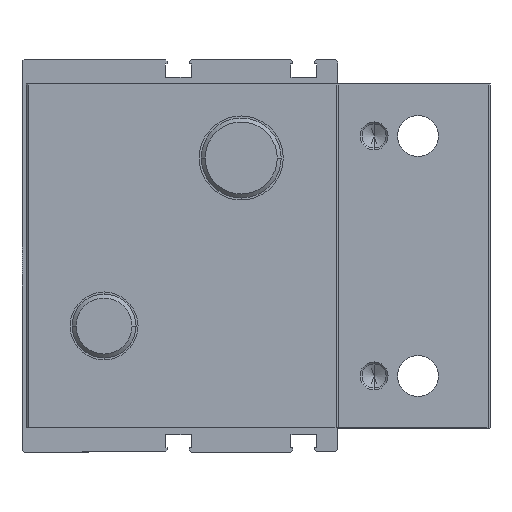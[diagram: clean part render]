
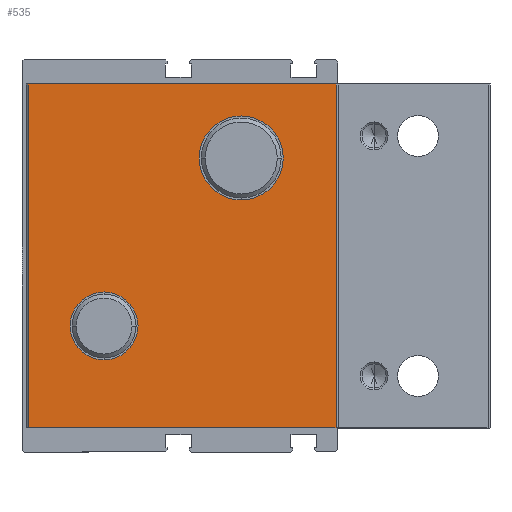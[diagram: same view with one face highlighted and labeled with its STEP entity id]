
A CAD part, left-side view. The second image highlights one B-rep face of the part: STEP entity #535.
In plain terms, the highlighted face is planar.
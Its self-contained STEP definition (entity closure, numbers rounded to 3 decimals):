
#68 = EDGE_CURVE ( 'NONE', #78, #69, #2058, .T. ) ;
#69 = VERTEX_POINT ( 'NONE', #2054 ) ;
#78 = VERTEX_POINT ( 'NONE', #2102 ) ;
#180 = EDGE_CURVE ( 'NONE', #230, #181, #2274, .T. ) ;
#181 = VERTEX_POINT ( 'NONE', #2269 ) ;
#230 = VERTEX_POINT ( 'NONE', #2371 ) ;
#411 = EDGE_CURVE ( 'NONE', #415, #418, #2603, .T. ) ;
#415 = VERTEX_POINT ( 'NONE', #2663 ) ;
#418 = VERTEX_POINT ( 'NONE', #2658 ) ;
#535 = ADVANCED_FACE ( 'NONE', ( #2937, #2932, #2931 ), #2930, .F. ) ;
#536 = EDGE_CURVE ( 'NONE', #181, #230, #2925, .T. ) ;
#537 = ORIENTED_EDGE ( 'NONE', *, *, #180, .F. ) ;
#538 = EDGE_LOOP ( 'NONE', ( #593, #1868 ) ) ;
#539 = EDGE_LOOP ( 'NONE', ( #540, #537 ) ) ;
#540 = ORIENTED_EDGE ( 'NONE', *, *, #536, .F. ) ;
#593 = ORIENTED_EDGE ( 'NONE', *, *, #594, .F. ) ;
#594 = EDGE_CURVE ( 'NONE', #69, #78, #3042, .T. ) ;
#1793 = ORIENTED_EDGE ( 'NONE', *, *, #1797, .F. ) ;
#1795 = ORIENTED_EDGE ( 'NONE', *, *, #1796, .F. ) ;
#1796 = EDGE_CURVE ( 'NONE', #415, #1798, #5312, .T. ) ;
#1797 = EDGE_CURVE ( 'NONE', #1798, #1860, #5308, .T. ) ;
#1798 = VERTEX_POINT ( 'NONE', #5304 ) ;
#1804 = ORIENTED_EDGE ( 'NONE', *, *, #1805, .T. ) ;
#1805 = EDGE_CURVE ( 'NONE', #418, #1860, #5293, .T. ) ;
#1860 = VERTEX_POINT ( 'NONE', #5407 ) ;
#1867 = ORIENTED_EDGE ( 'NONE', *, *, #411, .T. ) ;
#1868 = ORIENTED_EDGE ( 'NONE', *, *, #68, .F. ) ;
#1869 = EDGE_LOOP ( 'NONE', ( #1804, #1793, #1795, #1867 ) ) ;
#2054 = CARTESIAN_POINT ( 'NONE',  ( 28., 96.5, 9. ) ) ;
#2055 = DIRECTION ( 'NONE',  ( 0., 0., -1. ) ) ;
#2056 = DIRECTION ( 'NONE',  ( 1., 0., 0. ) ) ;
#2057 = AXIS2_PLACEMENT_3D ( 'NONE', #2063, #2056, #2055 ) ;
#2058 = CIRCLE ( 'NONE', #2057, 8.5 ) ;
#2063 = CARTESIAN_POINT ( 'NONE',  ( 28., 96.5, 17.5 ) ) ;
#2102 = CARTESIAN_POINT ( 'NONE',  ( 28., 96.5, 26. ) ) ;
#2269 = CARTESIAN_POINT ( 'NONE',  ( 28., 62.2, -35. ) ) ;
#2270 = DIRECTION ( 'NONE',  ( 0., 0., -1. ) ) ;
#2271 = DIRECTION ( 'NONE',  ( 1., 0., 0. ) ) ;
#2272 = CARTESIAN_POINT ( 'NONE',  ( 28., 62.2, -24.5 ) ) ;
#2273 = AXIS2_PLACEMENT_3D ( 'NONE', #2272, #2271, #2270 ) ;
#2274 = CIRCLE ( 'NONE', #2273, 10.5 ) ;
#2371 = CARTESIAN_POINT ( 'NONE',  ( 28., 62.2, -14. ) ) ;
#2602 = CARTESIAN_POINT ( 'NONE',  ( 28., 38.5, 43. ) ) ;
#2603 = LINE ( 'NONE', #2602, #2669 ) ;
#2658 = CARTESIAN_POINT ( 'NONE',  ( 28., 38.5, -43. ) ) ;
#2663 = CARTESIAN_POINT ( 'NONE',  ( 28., 38.5, 43. ) ) ;
#2668 = DIRECTION ( 'NONE',  ( 0., 0., -1. ) ) ;
#2669 = VECTOR ( 'NONE', #2668, 1000. ) ;
#2921 = DIRECTION ( 'NONE',  ( 0., 0., -1. ) ) ;
#2922 = DIRECTION ( 'NONE',  ( 1., 0., 0. ) ) ;
#2923 = CARTESIAN_POINT ( 'NONE',  ( 28., 62.2, -24.5 ) ) ;
#2924 = AXIS2_PLACEMENT_3D ( 'NONE', #2923, #2922, #2921 ) ;
#2925 = CIRCLE ( 'NONE', #2924, 10.5 ) ;
#2926 = DIRECTION ( 'NONE',  ( 0., 0., 1. ) ) ;
#2927 = DIRECTION ( 'NONE',  ( -1., 0., 0. ) ) ;
#2928 = CARTESIAN_POINT ( 'NONE',  ( 28., 115.5, 43. ) ) ;
#2929 = AXIS2_PLACEMENT_3D ( 'NONE', #2928, #2927, #2926 ) ;
#2930 = PLANE ( 'NONE',  #2929 ) ;
#2931 = FACE_OUTER_BOUND ( 'NONE', #1869, .T. ) ;
#2932 = FACE_BOUND ( 'NONE', #538, .T. ) ;
#2937 = FACE_BOUND ( 'NONE', #539, .T. ) ;
#3038 = DIRECTION ( 'NONE',  ( 0., 0., -1. ) ) ;
#3039 = DIRECTION ( 'NONE',  ( 1., 0., 0. ) ) ;
#3040 = CARTESIAN_POINT ( 'NONE',  ( 28., 96.5, 17.5 ) ) ;
#3041 = AXIS2_PLACEMENT_3D ( 'NONE', #3040, #3039, #3038 ) ;
#3042 = CIRCLE ( 'NONE', #3041, 8.5 ) ;
#5290 = DIRECTION ( 'NONE',  ( 0., 1., 0. ) ) ;
#5291 = VECTOR ( 'NONE', #5290, 1000. ) ;
#5292 = CARTESIAN_POINT ( 'NONE',  ( 28., 115.5, -43. ) ) ;
#5293 = LINE ( 'NONE', #5292, #5291 ) ;
#5304 = CARTESIAN_POINT ( 'NONE',  ( 28., 115.5, 43. ) ) ;
#5305 = DIRECTION ( 'NONE',  ( 0., 0., -1. ) ) ;
#5306 = VECTOR ( 'NONE', #5305, 1000. ) ;
#5307 = CARTESIAN_POINT ( 'NONE',  ( 28., 115.5, 43. ) ) ;
#5308 = LINE ( 'NONE', #5307, #5306 ) ;
#5309 = DIRECTION ( 'NONE',  ( 0., 1., 0. ) ) ;
#5310 = VECTOR ( 'NONE', #5309, 1000. ) ;
#5311 = CARTESIAN_POINT ( 'NONE',  ( 28., 115.5, 43. ) ) ;
#5312 = LINE ( 'NONE', #5311, #5310 ) ;
#5407 = CARTESIAN_POINT ( 'NONE',  ( 28., 115.5, -43. ) ) ;
